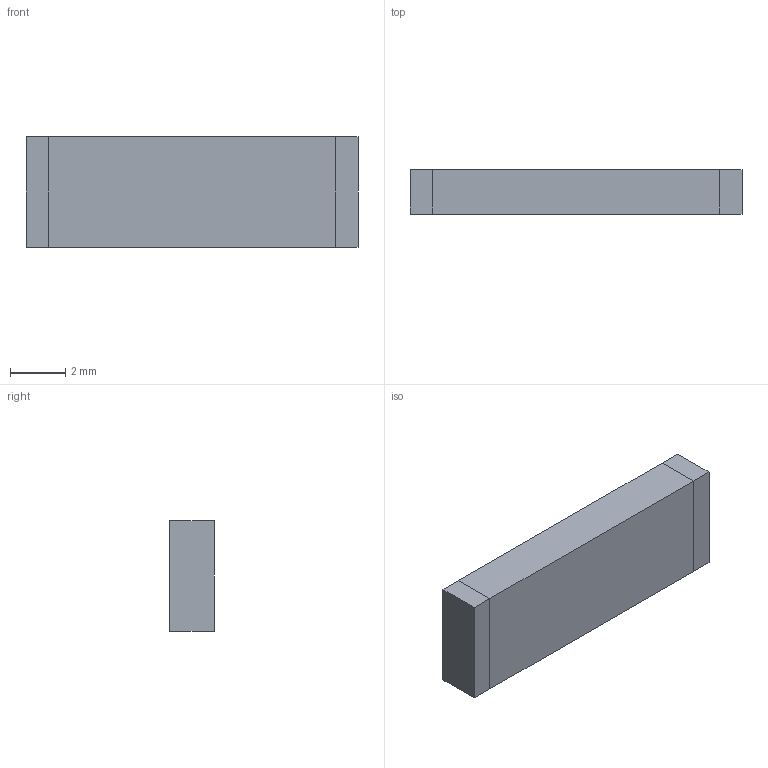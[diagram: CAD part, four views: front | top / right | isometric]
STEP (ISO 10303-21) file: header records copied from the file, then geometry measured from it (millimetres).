
FILE_DESCRIPTION (( 'STEP AP214' ), '1' );
FILE_NAME ('reoriented-ACAG1204-433-T.step', '2023-03-01T10:40:36', ( '' ), ( '' ), 'SwSTEP 2.0', 'SolidWorks 2021', '' );
FILE_SCHEMA (( 'AUTOMOTIVE_DESIGN' ));
Length unit declared in the file: millimetre
Products named in the file (1): reoriented-ACAG1204-433-T
Bounding box: 12 x 1.6 x 4 mm (x, y, z)
Volume: 76.8 mm3; surface area: 173.3 mm2
Topology: 4 solids, 4 shells, 200 faces, 516 edges, 344 vertices
Faces by surface type: plane 140, bspline 60
Entity records: 9645 total; most frequent: CARTESIAN_POINT 4929, ORIENTED_EDGE 1032, DIRECTION 678, EDGE_CURVE 516, VECTOR 396, LINE 396, VERTEX_POINT 344, EDGE_LOOP 220
